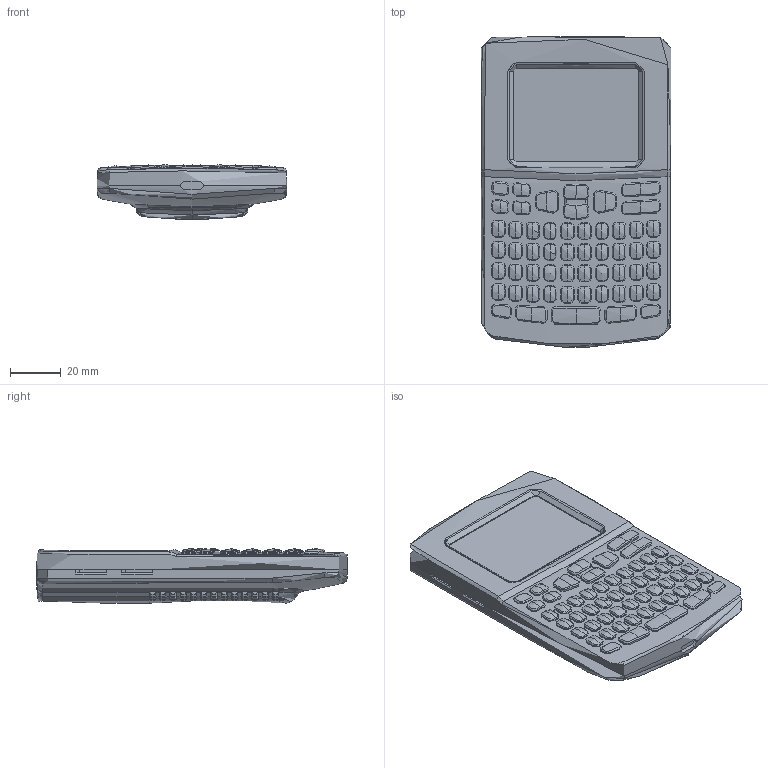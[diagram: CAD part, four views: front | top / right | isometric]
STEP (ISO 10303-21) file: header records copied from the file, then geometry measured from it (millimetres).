
FILE_DESCRIPTION(/* description */ (''),/* implementation_level */ '2;1');
FILE_NAME(/* name */ 'Cold Card Q1 2022 V15 SEPT 19 2023 - 3D PRINT FILE',/* time_stamp */ '2024-02-09T10:47:46-04:00',/* author */ (''),/* organization */ (''),/* preprocessor_version */ 'ST-DEVELOPER v16.5',/* originating_system */ 'Rhino 7.36',/* authorisation */ '');
FILE_SCHEMA (('AUTOMOTIVE_DESIGN'));
Products named in the file (1): Document
Bounding box: 74.29 x 121.97 x 21.5 mm (x, y, z)
Volume: 122681.3 mm3; surface area: 35455.6 mm2
Topology: 2 solids, 2 shells, 2521 faces, 6308 edges, 3740 vertices
Faces by surface type: bspline 1306, plane 862, cylinder 353
Full cylindrical faces by diameter (mm): 5 x1
Entity records: 128937 total; most frequent: CARTESIAN_POINT 91388, ORIENTED_EDGE 12390, EDGE_CURVE 6195, B_SPLINE_CURVE_WITH_KNOTS 3908, VERTEX_POINT 3740, EDGE_LOOP 2583, ADVANCED_FACE 2521, FACE_OUTER_BOUND 2521
